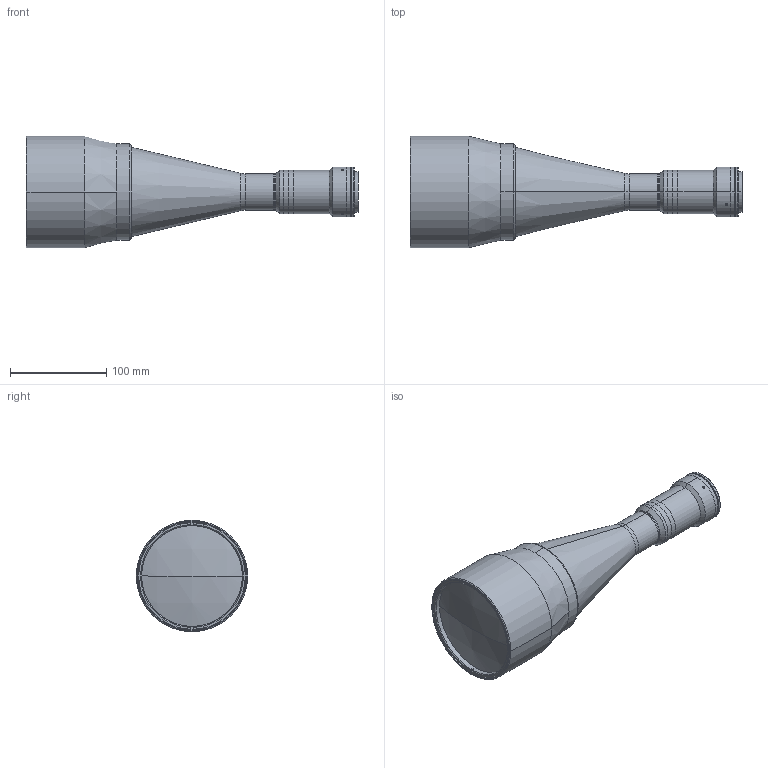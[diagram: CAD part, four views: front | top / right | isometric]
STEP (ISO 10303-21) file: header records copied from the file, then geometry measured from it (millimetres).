
FILE_DESCRIPTION (( 'STEP AP203' ), '1' );
FILE_NAME ('DP32155-A_TC10M080-J.step', '2022-12-06T16:24:19', ( '' ), ( '' ), 'SwSTEP 2.0', 'SolidWorks 2021', '' );
FILE_SCHEMA (( 'CONFIG_CONTROL_DESIGN' ));
Length unit declared in the file: millimetre
Products named in the file (1): DP32155-A_TC10M080-J
Bounding box: 345.43 x 116 x 116 mm (x, y, z)
Surface area: 111220 mm2 (no closed solid volume)
Topology: 0 solids, 21 shells, 97 faces, 260 edges, 177 vertices
Faces by surface type: cylinder 52, plane 21, cone 16, torus 6, sphere 2
Entity records: 3331 total; most frequent: CARTESIAN_POINT 775, DIRECTION 586, ORIENTED_EDGE 412, EDGE_CURVE 260, AXIS2_PLACEMENT_3D 244, VERTEX_POINT 177, CIRCLE 146, EDGE_LOOP 112
